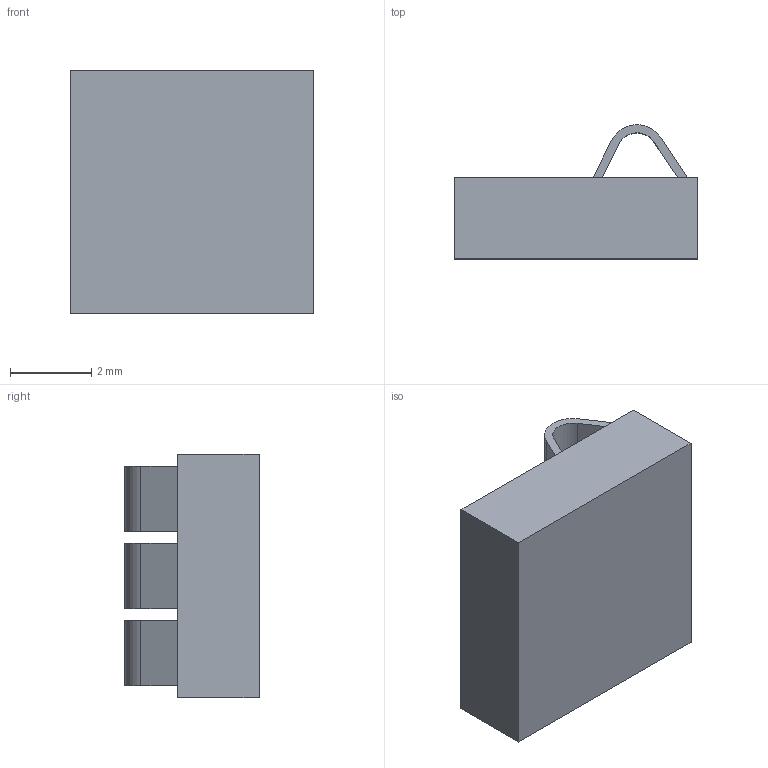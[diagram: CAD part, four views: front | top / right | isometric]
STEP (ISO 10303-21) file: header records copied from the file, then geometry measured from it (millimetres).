
FILE_DESCRIPTION (( 'STEP AP214' ), '1' );
FILE_NAME ('SMT 2mm 3pin.STEP', '2023-08-14T14:08:49', ( '' ), ( '' ), 'SwSTEP 2.0', 'SolidWorks 2021', '' );
FILE_SCHEMA (( 'AUTOMOTIVE_DESIGN' ));
Length unit declared in the file: millimetre
Products named in the file (1): SMT 2mm 3pin
Bounding box: 6 x 3.3 x 6 mm (x, y, z)
Volume: 41.5 mm3; surface area: 257.5 mm2
Topology: 1 solids, 1 shells, 90 faces, 264 edges, 164 vertices
Faces by surface type: plane 72, cylinder 18
Entity records: 3535 total; most frequent: ORIENTED_EDGE 528, CARTESIAN_POINT 519, DIRECTION 482, EDGE_CURVE 264, VECTOR 228, LINE 228, VERTEX_POINT 164, AXIS2_PLACEMENT_3D 127
